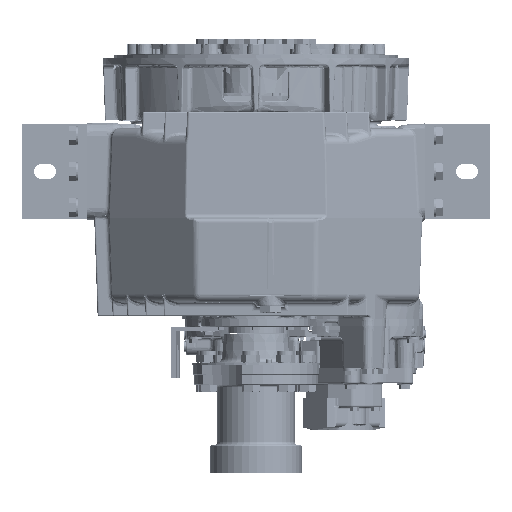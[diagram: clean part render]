
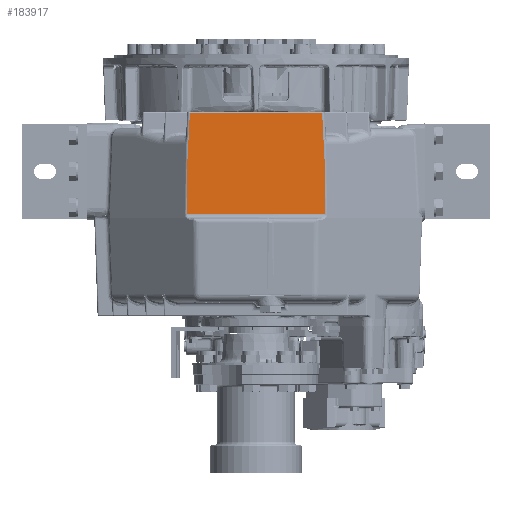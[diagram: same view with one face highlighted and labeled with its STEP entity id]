
A CAD part, front view. The second image highlights one B-rep face of the part: STEP entity #183917.
In plain terms, the highlighted planar face has unit normal (0, -0.999, 0.035).
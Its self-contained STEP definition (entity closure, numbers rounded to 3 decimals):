
#120 = EDGE_CURVE ( 'NONE', #19237, #43456, #310044, .T. ) ;
#4487 = CARTESIAN_POINT ( 'NONE',  ( -122.699, -367.938, -33.93 ) ) ;
#8222 = CARTESIAN_POINT ( 'NONE',  ( 123.294, -368.041, -36.882 ) ) ;
#10100 = CARTESIAN_POINT ( 'NONE',  ( -119.622, -366.101, 18.665 ) ) ;
#13792 =( BOUNDED_CURVE ( )  B_SPLINE_CURVE ( 3, ( #97559, #50017, #98602, #267531 ),
 .UNSPECIFIED., .F., .F. ) 
 B_SPLINE_CURVE_WITH_KNOTS ( ( 4, 4 ),
 ( 6.08, 6.298 ),
 .UNSPECIFIED. ) 
 CURVE ( )  GEOMETRIC_REPRESENTATION_ITEM ( )  RATIONAL_B_SPLINE_CURVE ( ( 1., 0.996, 0.996, 1. ) ) 
 REPRESENTATION_ITEM ( '' )  );
#13832 = CARTESIAN_POINT ( 'NONE',  ( -121.096, -367.575, -23.545 ) ) ;
#18718 = CARTESIAN_POINT ( 'NONE',  ( 0., -366.101, 18.665 ) ) ;
#19237 = VERTEX_POINT ( 'NONE', #81209 ) ;
#20243 = EDGE_CURVE ( 'NONE', #310124, #23939, #90398, .T. ) ;
#23939 = VERTEX_POINT ( 'NONE', #66329 ) ;
#25157 = CARTESIAN_POINT ( 'NONE',  ( 125.114, -372.435, -162.719 ) ) ;
#27782 = CARTESIAN_POINT ( 'NONE',  ( -121.539, -367.706, -27.303 ) ) ;
#29634 = ORIENTED_EDGE ( 'NONE', *, *, #169978, .T. ) ;
#30805 = VECTOR ( 'NONE', #52952, 1000. ) ;
#33161 = ORIENTED_EDGE ( 'NONE', *, *, #249088, .T. ) ;
#33607 = CARTESIAN_POINT ( 'NONE',  ( 123.282, -368.013, -36.082 ) ) ;
#34676 = VERTEX_POINT ( 'NONE', #188260 ) ;
#36192 = ORIENTED_EDGE ( 'NONE', *, *, #139004, .T. ) ;
#37055 = CARTESIAN_POINT ( 'NONE',  ( -121.14, -367.619, -24.81 ) ) ;
#37078 = VECTOR ( 'NONE', #58683, 1000. ) ;
#43456 = VERTEX_POINT ( 'NONE', #10100 ) ;
#46245 = EDGE_CURVE ( 'NONE', #71190, #264613, #13792, .T. ) ;
#50017 = CARTESIAN_POINT ( 'NONE',  ( -123.148, -367.985, -35.291 ) ) ;
#50267 = EDGE_CURVE ( 'NONE', #64428, #71190, #256475, .T. ) ;
#52952 = DIRECTION ( 'NONE',  ( 1., 0., 0. ) ) ;
#53151 = VECTOR ( 'NONE', #138003, 1000. ) ;
#55783 = DIRECTION ( 'NONE',  ( -0.014, -0.035, -0.999 ) ) ;
#56979 = VECTOR ( 'NONE', #285795, 1000. ) ;
#58683 = DIRECTION ( 'NONE',  ( -0.035, 0.035, 0.999 ) ) ;
#62302 = CARTESIAN_POINT ( 'NONE',  ( -121.301, -367.663, -26.061 ) ) ;
#64428 = VERTEX_POINT ( 'NONE', #68581 ) ;
#65431 = CARTESIAN_POINT ( 'NONE',  ( 121.539, -367.706, -27.303 ) ) ;
#66329 = CARTESIAN_POINT ( 'NONE',  ( 122.892, -367.958, -34.516 ) ) ;
#66656 = CARTESIAN_POINT ( 'NONE',  ( 122.892, -367.958, -34.516 ) ) ;
#68581 = CARTESIAN_POINT ( 'NONE',  ( -121.539, -367.706, -27.303 ) ) ;
#71190 = VERTEX_POINT ( 'NONE', #89790 ) ;
#76938 = CARTESIAN_POINT ( 'NONE',  ( -125.199, -372.642, -168.631 ) ) ;
#81209 = CARTESIAN_POINT ( 'NONE',  ( 119.622, -366.101, 18.665 ) ) ;
#87317 = B_SPLINE_CURVE_WITH_KNOTS ( 'NONE', 3,
 ( #65431, #307286, #259767, #115154 ),
 .UNSPECIFIED., .F., .F.,
 ( 4, 4 ),
 ( 0., 0.004 ),
 .UNSPECIFIED. ) ;
#89790 = CARTESIAN_POINT ( 'NONE',  ( -122.892, -367.958, -34.516 ) ) ;
#90398 =( BOUNDED_CURVE ( )  B_SPLINE_CURVE ( 3, ( #202703, #33607, #251068, #106459 ),
 .UNSPECIFIED., .F., .F. ) 
 B_SPLINE_CURVE_WITH_KNOTS ( ( 4, 4 ),
 ( 6.269, 6.486 ),
 .UNSPECIFIED. ) 
 CURVE ( )  GEOMETRIC_REPRESENTATION_ITEM ( )  RATIONAL_B_SPLINE_CURVE ( ( 1., 0.996, 0.996, 1. ) ) 
 REPRESENTATION_ITEM ( '' )  );
#95073 = LINE ( 'NONE', #124768, #30805 ) ;
#97559 = CARTESIAN_POINT ( 'NONE',  ( -122.892, -367.958, -34.516 ) ) ;
#98602 = CARTESIAN_POINT ( 'NONE',  ( -123.282, -368.013, -36.082 ) ) ;
#99359 = CARTESIAN_POINT ( 'NONE',  ( -125.114, -372.435, -162.719 ) ) ;
#99380 = CARTESIAN_POINT ( 'NONE',  ( 125.199, -372.642, -168.631 ) ) ;
#105775 = CARTESIAN_POINT ( 'NONE',  ( 0., -372.705, -170.44 ) ) ;
#106459 = CARTESIAN_POINT ( 'NONE',  ( 122.892, -367.958, -34.516 ) ) ;
#109384 = EDGE_CURVE ( 'NONE', #175961, #160494, #95073, .T. ) ;
#115154 = CARTESIAN_POINT ( 'NONE',  ( 121.096, -367.575, -23.545 ) ) ;
#115374 = CARTESIAN_POINT ( 'NONE',  ( 122.35, -367.875, -32.129 ) ) ;
#115435 = VECTOR ( 'NONE', #245040, 1000. ) ;
#116983 = CARTESIAN_POINT ( 'NONE',  ( -126.072, -372.551, -166.043 ) ) ;
#124768 = CARTESIAN_POINT ( 'NONE',  ( 127.295, -372.435, -162.719 ) ) ;
#124878 = CARTESIAN_POINT ( 'NONE',  ( -122.254, -367.854, -31.525 ) ) ;
#127956 = CARTESIAN_POINT ( 'NONE',  ( 121.539, -367.706, -27.303 ) ) ;
#128908 = AXIS2_PLACEMENT_3D ( 'NONE', #105775, #274711, #130002 ) ;
#130002 = DIRECTION ( 'NONE',  ( 0., -0.035, -0.999 ) ) ;
#134444 = ORIENTED_EDGE ( 'NONE', *, *, #46245, .T. ) ;
#138003 = DIRECTION ( 'NONE',  ( -1., 0., 0. ) ) ;
#139004 = EDGE_CURVE ( 'NONE', #287103, #19237, #293987, .T. ) ;
#139617 = CARTESIAN_POINT ( 'NONE',  ( 121.962, -367.79, -29.713 ) ) ;
#139738 = CARTESIAN_POINT ( 'NONE',  ( -123.294, -368.041, -36.882 ) ) ;
#144339 = B_SPLINE_CURVE_WITH_KNOTS ( 'NONE', 3,
 ( #66656, #210557, #259981, #115374, #284246, #139617, #308533, #164024 ),
 .UNSPECIFIED., .F., .F.,
 ( 4, 2, 2, 4 ),
 ( 0., 0.002, 0.004, 0.007 ),
 .UNSPECIFIED. ) ;
#146124 = CARTESIAN_POINT ( 'NONE',  ( -121.769, -367.748, -28.505 ) ) ;
#149243 = CARTESIAN_POINT ( 'NONE',  ( -122.571, -367.917, -33.332 ) ) ;
#158669 = EDGE_LOOP ( 'NONE', ( #221490, #36192, #193651, #287017, #211911, #280991, #134444, #29634, #242598, #216470, #196441, #33161 ) ) ;
#160494 = VERTEX_POINT ( 'NONE', #25157 ) ;
#164024 = CARTESIAN_POINT ( 'NONE',  ( 121.539, -367.706, -27.303 ) ) ;
#169978 = EDGE_CURVE ( 'NONE', #264613, #175961, #171936, .T. ) ;
#171936 = LINE ( 'NONE', #76938, #228500 ) ;
#173563 = CARTESIAN_POINT ( 'NONE',  ( -122.892, -367.958, -34.516 ) ) ;
#175961 = VERTEX_POINT ( 'NONE', #99359 ) ;
#178635 = B_SPLINE_CURVE_WITH_KNOTS ( 'NONE', 3,
 ( #13832, #37055, #62302, #231318 ),
 .UNSPECIFIED., .F., .F.,
 ( 4, 4 ),
 ( 0., 0.004 ),
 .UNSPECIFIED. ) ;
#179754 = LINE ( 'NONE', #99380, #115435 ) ;
#183917 = ADVANCED_FACE ( 'NONE', ( #247447 ), #297942, .T. ) ;
#185653 = LINE ( 'NONE', #116983, #56979 ) ;
#188260 = CARTESIAN_POINT ( 'NONE',  ( -121.096, -367.575, -23.545 ) ) ;
#188835 = CARTESIAN_POINT ( 'NONE',  ( 121.096, -367.575, -23.545 ) ) ;
#193651 = ORIENTED_EDGE ( 'NONE', *, *, #120, .T. ) ;
#196441 = ORIENTED_EDGE ( 'NONE', *, *, #20243, .T. ) ;
#202703 = CARTESIAN_POINT ( 'NONE',  ( 123.294, -368.041, -36.882 ) ) ;
#203546 = CARTESIAN_POINT ( 'NONE',  ( 126.072, -372.551, -166.043 ) ) ;
#210557 = CARTESIAN_POINT ( 'NONE',  ( 122.698, -367.938, -33.93 ) ) ;
#211911 = ORIENTED_EDGE ( 'NONE', *, *, #285011, .T. ) ;
#216470 = ORIENTED_EDGE ( 'NONE', *, *, #239847, .T. ) ;
#217659 = EDGE_CURVE ( 'NONE', #43456, #34676, #185653, .T. ) ;
#221490 = ORIENTED_EDGE ( 'NONE', *, *, #293916, .T. ) ;
#228500 = VECTOR ( 'NONE', #55783, 1000. ) ;
#231318 = CARTESIAN_POINT ( 'NONE',  ( -121.539, -367.706, -27.303 ) ) ;
#239847 = EDGE_CURVE ( 'NONE', #160494, #310124, #179754, .T. ) ;
#242598 = ORIENTED_EDGE ( 'NONE', *, *, #109384, .T. ) ;
#245040 = DIRECTION ( 'NONE',  ( -0.014, 0.035, 0.999 ) ) ;
#247447 = FACE_OUTER_BOUND ( 'NONE', #158669, .T. ) ;
#249088 = EDGE_CURVE ( 'NONE', #23939, #286199, #144339, .T. ) ;
#251068 = CARTESIAN_POINT ( 'NONE',  ( 123.148, -367.985, -35.291 ) ) ;
#256475 = B_SPLINE_CURVE_WITH_KNOTS ( 'NONE', 3,
 ( #27782, #146124, #269552, #124878, #293789, #149243, #4487, #173563 ),
 .UNSPECIFIED., .F., .F.,
 ( 4, 2, 2, 4 ),
 ( 0., 0.004, 0.006, 0.007 ),
 .UNSPECIFIED. ) ;
#259767 = CARTESIAN_POINT ( 'NONE',  ( 121.14, -367.619, -24.81 ) ) ;
#259981 = CARTESIAN_POINT ( 'NONE',  ( 122.571, -367.917, -33.332 ) ) ;
#264613 = VERTEX_POINT ( 'NONE', #139738 ) ;
#267531 = CARTESIAN_POINT ( 'NONE',  ( -123.294, -368.041, -36.882 ) ) ;
#269552 = CARTESIAN_POINT ( 'NONE',  ( -121.962, -367.79, -29.713 ) ) ;
#274711 = DIRECTION ( 'NONE',  ( 0., -0.999, 0.035 ) ) ;
#280991 = ORIENTED_EDGE ( 'NONE', *, *, #50267, .T. ) ;
#284246 = CARTESIAN_POINT ( 'NONE',  ( 122.254, -367.854, -31.525 ) ) ;
#285011 = EDGE_CURVE ( 'NONE', #34676, #64428, #178635, .T. ) ;
#285795 = DIRECTION ( 'NONE',  ( -0.035, -0.035, -0.999 ) ) ;
#286199 = VERTEX_POINT ( 'NONE', #127956 ) ;
#287017 = ORIENTED_EDGE ( 'NONE', *, *, #217659, .T. ) ;
#287103 = VERTEX_POINT ( 'NONE', #188835 ) ;
#293789 = CARTESIAN_POINT ( 'NONE',  ( -122.35, -367.875, -32.129 ) ) ;
#293916 = EDGE_CURVE ( 'NONE', #286199, #287103, #87317, .T. ) ;
#293987 = LINE ( 'NONE', #203546, #37078 ) ;
#297942 = PLANE ( 'NONE',  #128908 ) ;
#307286 = CARTESIAN_POINT ( 'NONE',  ( 121.301, -367.663, -26.061 ) ) ;
#308533 = CARTESIAN_POINT ( 'NONE',  ( 121.769, -367.748, -28.505 ) ) ;
#310044 = LINE ( 'NONE', #18718, #53151 ) ;
#310124 = VERTEX_POINT ( 'NONE', #8222 ) ;
